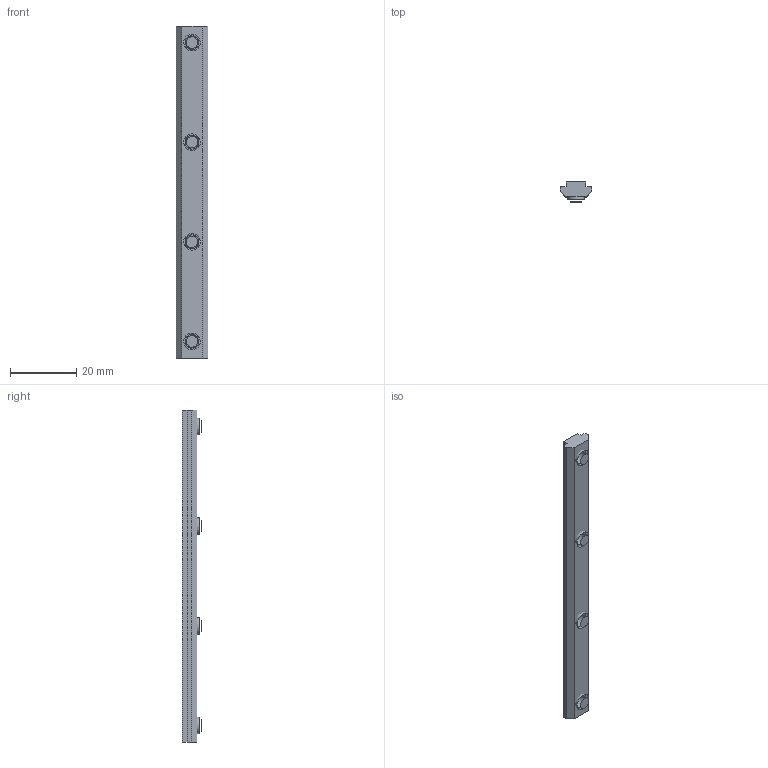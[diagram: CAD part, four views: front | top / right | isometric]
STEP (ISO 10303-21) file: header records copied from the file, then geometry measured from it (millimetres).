
FILE_DESCRIPTION(/* description */ ('Barra filettata di connessione con centraggio cava 6'),/* implementation_level */ '2;1');
FILE_NAME(/* name */ 'LBC06M5F.stp',/* time_stamp */ '2021-02-19T09:52:05+01:00',/* author */ ('omnitec'),/* organization */ ('Microsoft'),/* preprocessor_version */ 'ST-DEVELOPER v18.1',/* originating_system */ 'Autodesk Inventor 2021',/* authorisation */ '');
FILE_SCHEMA (('AUTOMOTIVE_DESIGN { 1 0 10303 214 3 1 1 }'));
Length unit declared in the file: millimetre
Products named in the file (1): LBC06M5F
Bounding box: 9.4 x 6 x 100 mm (x, y, z)
Volume: 3188.4 mm3; surface area: 3312.9 mm2
Topology: 1 solids, 5 shells, 60 faces, 146 edges, 96 vertices
Faces by surface type: plane 44, cone 8, cylinder 8
Full cylindrical faces by diameter (mm): 4.2 x4, 5 x4
Entity records: 1794 total; most frequent: CARTESIAN_POINT 303, DIRECTION 296, ORIENTED_EDGE 268, EDGE_CURVE 146, LINE 118, VECTOR 118, VERTEX_POINT 96, AXIS2_PLACEMENT_3D 89
